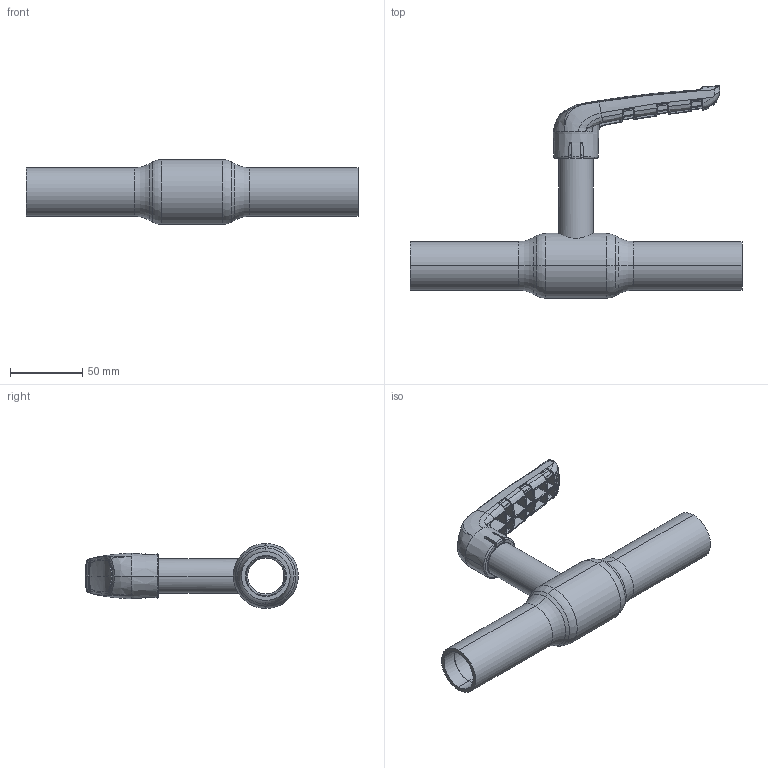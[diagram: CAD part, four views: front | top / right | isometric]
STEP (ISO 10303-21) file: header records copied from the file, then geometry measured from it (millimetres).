
FILE_DESCRIPTION (( 'STEP AP214' ), '1' );
FILE_NAME ('1025003001-2101.STEP', '2018-03-06T10:33:52', ( '' ), ( '' ), 'SwSTEP 2.0', 'SolidWorks 2017', '' );
FILE_SCHEMA (( 'AUTOMOTIVE_DESIGN' ));
Length unit declared in the file: millimetre
Products named in the file (17): 9025130000_20) Pipe assembly; 9025000107_Open; 9032520001; 92A5014; 9032500002_9032500002-Black; 1025003001-2_002 Finished - OPEN; 9025090000_Uden snap; 9025020001; 1025003001-2101; 9032520000_9032520000-Red; 9025003009_007 Finished - OPEN; 9025000101_Inserted; 9025140000; 9032050001_Uden snap; 9025013000_005 Endfinishing; 9032180001; 9032170000
Assembly tree (20 placements, depth 5):
  1025003001-2101
    1025003001-2_002 Finished - OPEN
      9025003009_007 Finished - OPEN
        9025013000_005 Endfinishing
        9025000107_Open
          9025090000_Uden snap
          92A5014  x2
          9032170000
          9032180001  x3
          9032050001_Uden snap
        9025020001
        9025000101_Inserted  x2
          9025130000_20) Pipe assembly
          9025140000
    9032500002_9032500002-Black
    9032520001
      9032520000_9032520000-Red
Bounding box: 230 x 147.31 x 45 mm (x, y, z)
Volume: 151556.2 mm3; surface area: 116945.5 mm2
Topology: 17 solids, 17 shells, 1877 faces, 4537 edges, 2681 vertices
Faces by surface type: bspline 1016, plane 329, cylinder 251, cone 113, torus 99, sphere 69
Entity records: 92684 total; most frequent: CARTESIAN_POINT 57811, ORIENTED_EDGE 8614, DIRECTION 4654, EDGE_CURVE 4307, VERTEX_POINT 2557, B_SPLINE_CURVE_WITH_KNOTS 2333, AXIS2_PLACEMENT_3D 1919, EDGE_LOOP 1844
